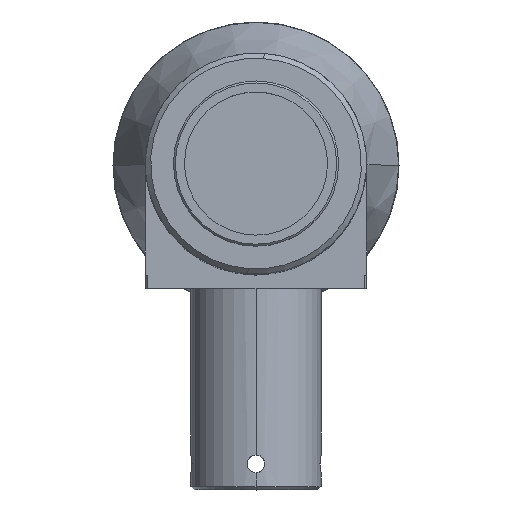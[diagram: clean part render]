
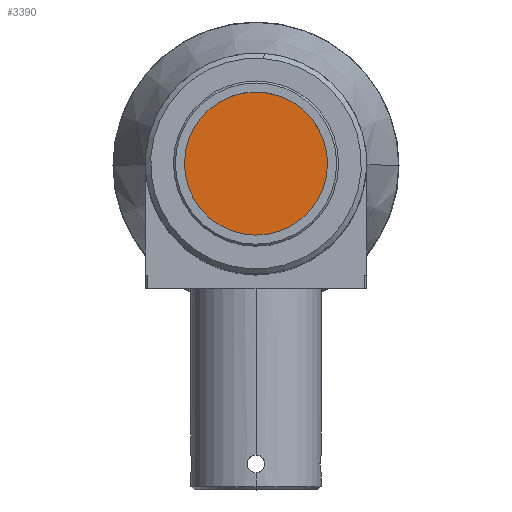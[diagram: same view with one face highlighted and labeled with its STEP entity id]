
A CAD part, top view. The second image highlights one B-rep face of the part: STEP entity #3390.
In plain terms, the highlighted planar face has unit normal (0, 0, 1).
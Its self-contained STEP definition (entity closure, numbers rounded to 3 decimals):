
#72 = ORIENTED_EDGE ( 'NONE', *, *, #5106, .T. ) ;
#159 = AXIS2_PLACEMENT_3D ( 'NONE', #4597, #1976, #1439 ) ;
#299 = DIRECTION ( 'NONE',  ( 0., 1., 0. ) ) ;
#687 = EDGE_CURVE ( 'NONE', #2706, #5742, #2590, .T. ) ;
#726 = CARTESIAN_POINT ( 'NONE',  ( 0., 0., 161.601 ) ) ;
#1078 = EDGE_LOOP ( 'NONE', ( #5425, #72 ) ) ;
#1325 = PLANE ( 'NONE',  #2363 ) ;
#1439 = DIRECTION ( 'NONE',  ( 0., 1., 0. ) ) ;
#1976 = DIRECTION ( 'NONE',  ( 0., 0., 1. ) ) ;
#2179 = DIRECTION ( 'NONE',  ( 0., 0., -1. ) ) ;
#2363 = AXIS2_PLACEMENT_3D ( 'NONE', #2700, #2179, #4426 ) ;
#2590 = CIRCLE ( 'NONE', #2799, 11. ) ;
#2700 = CARTESIAN_POINT ( 'NONE',  ( 0., -16.392, 161.601 ) ) ;
#2706 = VERTEX_POINT ( 'NONE', #2954 ) ;
#2799 = AXIS2_PLACEMENT_3D ( 'NONE', #726, #5543, #299 ) ;
#2954 = CARTESIAN_POINT ( 'NONE',  ( -5.533, -9.507, 161.601 ) ) ;
#3390 = ADVANCED_FACE ( 'NONE', ( #5151 ), #1325, .F. ) ;
#3454 = CARTESIAN_POINT ( 'NONE',  ( 5.533, 9.507, 161.601 ) ) ;
#4426 = DIRECTION ( 'NONE',  ( 0., 1., 0. ) ) ;
#4597 = CARTESIAN_POINT ( 'NONE',  ( 0., 0., 161.601 ) ) ;
#5106 = EDGE_CURVE ( 'NONE', #5742, #2706, #5401, .T. ) ;
#5151 = FACE_OUTER_BOUND ( 'NONE', #1078, .T. ) ;
#5401 = CIRCLE ( 'NONE', #159, 11. ) ;
#5425 = ORIENTED_EDGE ( 'NONE', *, *, #687, .T. ) ;
#5543 = DIRECTION ( 'NONE',  ( 0., 0., 1. ) ) ;
#5742 = VERTEX_POINT ( 'NONE', #3454 ) ;
